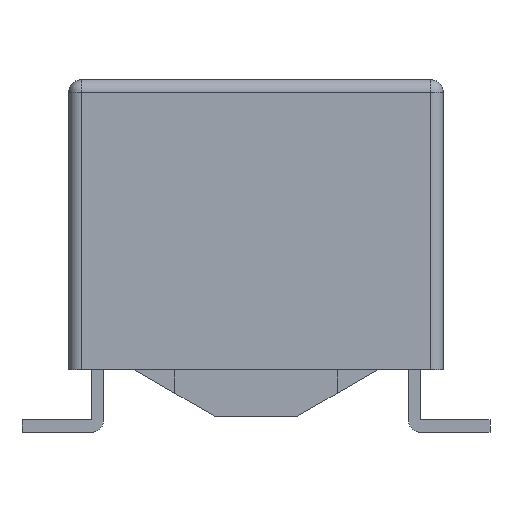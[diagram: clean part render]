
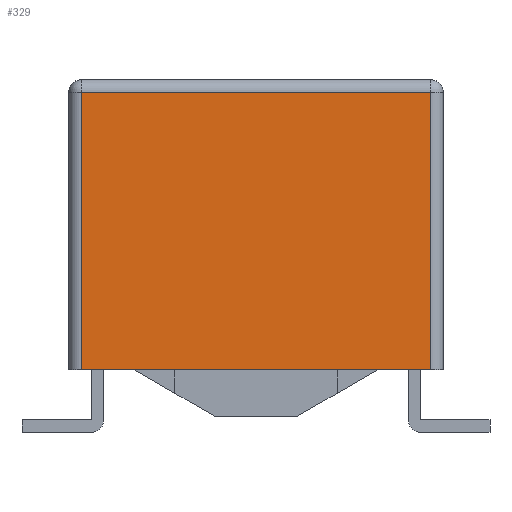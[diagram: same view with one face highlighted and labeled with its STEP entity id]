
A CAD part, left-side view. The second image highlights one B-rep face of the part: STEP entity #329.
In plain terms, the highlighted planar face has unit normal (-1, 0, 0).
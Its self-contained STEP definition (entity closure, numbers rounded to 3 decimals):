
#329=ADVANCED_FACE('',(#14009),#14011,.T.);
#14009=FACE_BOUND('',#14010,.T.);
#14010=EDGE_LOOP('',(#24755,#24756,#24757,#24758));
#14011=PLANE('',#14012);
#14012=AXIS2_PLACEMENT_3D('',#14013,#14014,#14015);
#14013=CARTESIAN_POINT('',(-5.,3.,1.));
#14014=DIRECTION('',(-1.,0.,0.));
#14015=DIRECTION('',(0.,-1.,0.));
#24755=ORIENTED_EDGE('',*,*,#33352,.F.);
#24756=ORIENTED_EDGE('',*,*,#33353,.F.);
#24757=ORIENTED_EDGE('',*,*,#33328,.T.);
#24758=ORIENTED_EDGE('',*,*,#33351,.T.);
#33328=EDGE_CURVE('',#37699,#37697,#37700,.T.);
#33351=EDGE_CURVE('',#37697,#37738,#37740,.T.);
#33352=EDGE_CURVE('',#37741,#37738,#37742,.T.);
#33353=EDGE_CURVE('',#37699,#37741,#37743,.T.);
#37697=VERTEX_POINT('',#45025);
#37699=VERTEX_POINT('',#45030);
#37700=LINE('',#45031,#45032);
#37738=VERTEX_POINT('',#45120);
#37740=LINE('',#45125,#45126);
#37741=VERTEX_POINT('',#45128);
#37742=LINE('',#45129,#45130);
#37743=LINE('',#45132,#45133);
#45025=CARTESIAN_POINT('',(-5.,-2.8,1.));
#45030=CARTESIAN_POINT('',(-5.,2.8,1.));
#45031=CARTESIAN_POINT('',(-5.,2.8,1.));
#45032=VECTOR('',#45033,1.);
#45033=DIRECTION('',(0.,-1.,0.));
#45120=CARTESIAN_POINT('',(-5.,-2.8,5.45));
#45125=CARTESIAN_POINT('',(-5.,-2.8,1.));
#45126=VECTOR('',#45127,1.);
#45127=DIRECTION('',(0.,0.,1.));
#45128=CARTESIAN_POINT('',(-5.,2.8,5.45));
#45129=CARTESIAN_POINT('',(-5.,2.8,5.45));
#45130=VECTOR('',#45131,1.);
#45131=DIRECTION('',(0.,-1.,0.));
#45132=CARTESIAN_POINT('',(-5.,2.8,1.));
#45133=VECTOR('',#45134,1.);
#45134=DIRECTION('',(0.,0.,1.));
